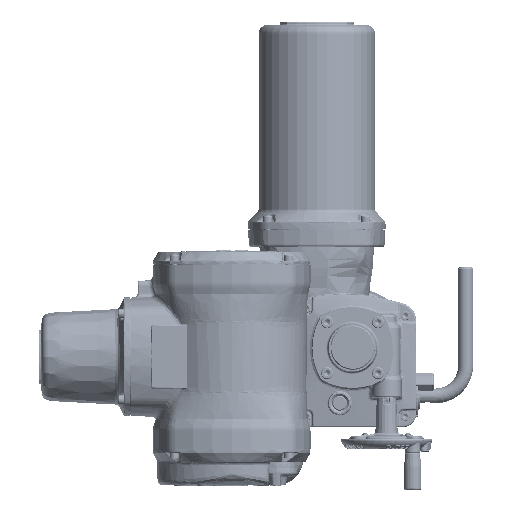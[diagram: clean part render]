
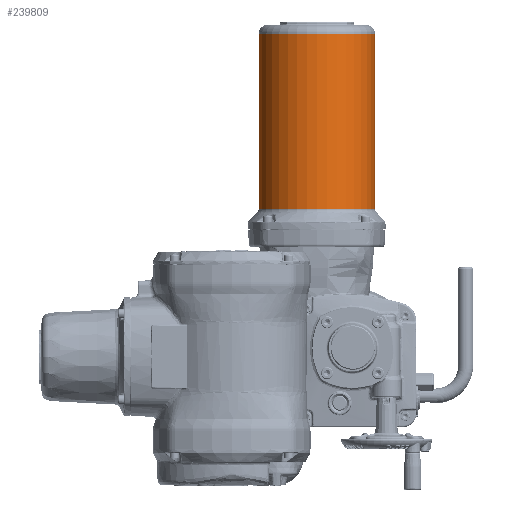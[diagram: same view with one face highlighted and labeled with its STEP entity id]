
A CAD part, top view. The second image highlights one B-rep face of the part: STEP entity #239809.
In plain terms, the highlighted cylindrical face has radius 63 mm (diameter 126 mm), a full revolution.
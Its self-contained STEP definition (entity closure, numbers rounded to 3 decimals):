
#6453=B_SPLINE_CURVE_WITH_KNOTS('',3,(#318255,#318256,#318257,#318258,#318259,
#318260,#318261,#318262,#318263,#318264,#318265,#318266,#318267,#318268,
#318269,#318270,#318271,#318272,#318273,#318274,#318275,#318276,#318277,
#318278,#318279,#318280,#318281,#318282,#318283,#318284,#318285,#318286,
#318287,#318288,#318289,#318290),.UNSPECIFIED.,.T.,.F.,(1,1,1,1,1,1,1,1,
1,1,1,1,1,1,1,1,1,1,1,1,1,1,1,1,1,1,1,1,1,1,1,1,1,1,1,1,1,1,1,1),(-0.095,
-0.064,-0.033,0.,0.03,0.061,0.092,
0.123,0.155,0.186,0.217,0.233,
0.248,0.28,0.311,0.342,
0.373,0.405,0.436,0.467,
0.498,0.53,0.561,0.592,
0.623,0.655,0.686,0.717,
0.748,0.78,0.811,0.842,
0.873,0.905,0.936,0.967,
1.,1.03,1.061,1.092),.UNSPECIFIED.);
#35648=CYLINDRICAL_SURFACE('',#251566,63.);
#43117=ORIENTED_EDGE('',*,*,#91067,.T.);
#43118=ORIENTED_EDGE('',*,*,#91068,.T.);
#43119=ORIENTED_EDGE('',*,*,#91102,.T.);
#91067=EDGE_CURVE('',#115349,#115349,#129853,.T.);
#91068=EDGE_CURVE('',#115350,#115350,#6453,.T.);
#91102=EDGE_CURVE('',#115372,#115372,#129863,.T.);
#115349=VERTEX_POINT('',#318158);
#115350=VERTEX_POINT('',#318291);
#115372=VERTEX_POINT('',#318387);
#129853=CIRCLE('',#251541,63.);
#129863=CIRCLE('',#251567,63.);
#135294=EDGE_LOOP('',(#43117));
#135295=EDGE_LOOP('',(#43118));
#135296=EDGE_LOOP('',(#43119));
#147341=FACE_BOUND('',#135294,.T.);
#147342=FACE_BOUND('',#135295,.T.);
#147343=FACE_BOUND('',#135296,.T.);
#239809=ADVANCED_FACE('',(#147341,#147342,#147343),#35648,.T.);
#251541=AXIS2_PLACEMENT_3D('',#318157,#268846,#268847);
#251566=AXIS2_PLACEMENT_3D('',#318385,#268914,#268915);
#251567=AXIS2_PLACEMENT_3D('',#318386,#268916,#268917);
#268846=DIRECTION('',(0.,-1.,0.));
#268847=DIRECTION('',(1.,0.,0.));
#268914=DIRECTION('',(0.,1.,0.));
#268915=DIRECTION('',(-1.,0.,0.));
#268916=DIRECTION('',(0.,1.,0.));
#268917=DIRECTION('',(-1.,0.,0.));
#318157=CARTESIAN_POINT('',(-38.8,340.,-22.4));
#318158=CARTESIAN_POINT('',(24.2,340.,-22.4));
#318255=CARTESIAN_POINT('',(-22.968,216.446,-83.381));
#318256=CARTESIAN_POINT('',(-22.272,219.791,-83.194));
#318257=CARTESIAN_POINT('',(-22.191,223.193,-83.171));
#318258=CARTESIAN_POINT('',(-22.682,226.498,-83.305));
#318259=CARTESIAN_POINT('',(-23.766,229.699,-83.585));
#318260=CARTESIAN_POINT('',(-25.425,232.662,-83.974));
#318261=CARTESIAN_POINT('',(-27.579,235.229,-84.409));
#318262=CARTESIAN_POINT('',(-30.234,237.352,-84.837));
#318263=CARTESIAN_POINT('',(-32.722,238.618,-85.122));
#318264=CARTESIAN_POINT('',(-34.898,239.313,-85.286));
#318265=CARTESIAN_POINT('',(-37.08,239.758,-85.394));
#318266=CARTESIAN_POINT('',(-39.939,239.865,-85.42));
#318267=CARTESIAN_POINT('',(-43.257,239.253,-85.27));
#318268=CARTESIAN_POINT('',(-46.401,237.931,-84.964));
#318269=CARTESIAN_POINT('',(-49.169,236.008,-84.559));
#318270=CARTESIAN_POINT('',(-51.5,233.574,-84.119));
#318271=CARTESIAN_POINT('',(-53.338,230.732,-83.707));
#318272=CARTESIAN_POINT('',(-54.617,227.596,-83.385));
#318273=CARTESIAN_POINT('',(-55.319,224.269,-83.196));
#318274=CARTESIAN_POINT('',(-55.418,220.874,-83.169));
#318275=CARTESIAN_POINT('',(-54.921,217.513,-83.304));
#318276=CARTESIAN_POINT('',(-53.834,214.306,-83.585));
#318277=CARTESIAN_POINT('',(-52.187,211.354,-83.972));
#318278=CARTESIAN_POINT('',(-50.019,208.772,-84.409));
#318279=CARTESIAN_POINT('',(-47.384,206.658,-84.834));
#318280=CARTESIAN_POINT('',(-44.368,205.125,-85.181));
#318281=CARTESIAN_POINT('',(-41.072,204.262,-85.389));
#318282=CARTESIAN_POINT('',(-37.691,204.132,-85.421));
#318283=CARTESIAN_POINT('',(-34.326,204.752,-85.269));
#318284=CARTESIAN_POINT('',(-31.208,206.064,-84.964));
#318285=CARTESIAN_POINT('',(-28.435,207.988,-84.56));
#318286=CARTESIAN_POINT('',(-26.093,210.432,-84.117));
#318287=CARTESIAN_POINT('',(-24.271,213.254,-83.708));
#318288=CARTESIAN_POINT('',(-22.968,216.446,-83.381));
#318289=CARTESIAN_POINT('',(-22.272,219.791,-83.194));
#318290=CARTESIAN_POINT('',(-22.191,223.193,-83.171));
#318291=CARTESIAN_POINT('',(-22.362,219.917,-83.218));
#318385=CARTESIAN_POINT('',(-38.8,82.5,-22.4));
#318386=CARTESIAN_POINT('',(-38.8,150.602,-22.4));
#318387=CARTESIAN_POINT('',(-101.8,150.602,-22.4));
